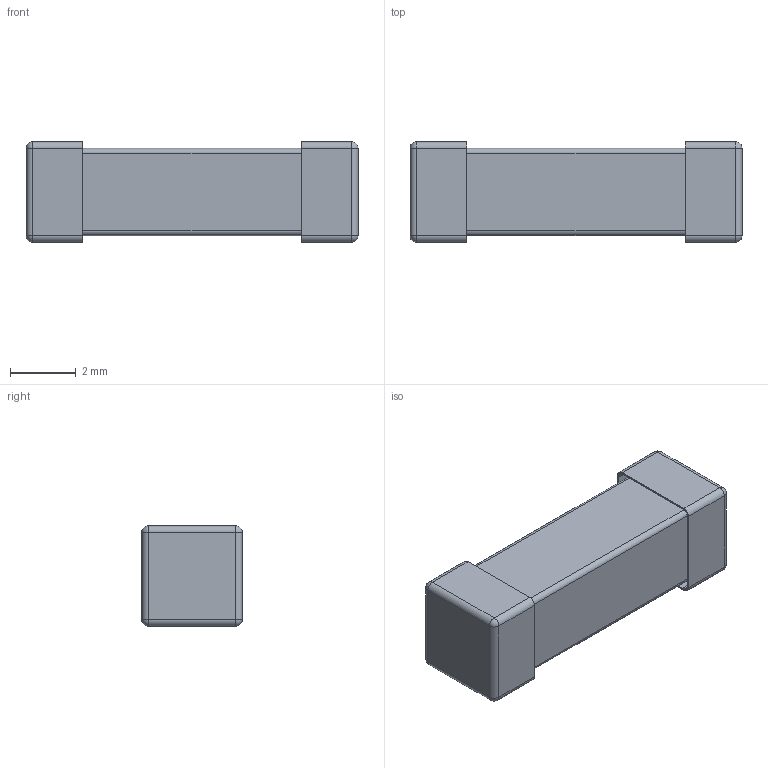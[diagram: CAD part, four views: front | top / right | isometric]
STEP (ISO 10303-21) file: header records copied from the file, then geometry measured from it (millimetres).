
FILE_DESCRIPTION (( 'STEP AP214' ), '1' );
FILE_NAME ('FUSE-SMD_L10.1-W3.1-H3.1.step', '2022-06-28T10:39:09', ( '' ), ( '' ), 'SwSTEP 2.0', 'SolidWorks 2020', '' );
FILE_SCHEMA (( 'AUTOMOTIVE_DESIGN' ));
Length unit declared in the file: millimetre
Products named in the file (1): FUSE-SMD_L10.1-W3.1-H3.1
Bounding box: 10.08 x 3.05 x 3.05 mm (x, y, z)
Volume: 73.1 mm3; surface area: 195.4 mm2
Topology: 1 solids, 1 shells, 345 faces, 923 edges, 602 vertices
Faces by surface type: plane 197, bspline 112, cylinder 28, sphere 8
Entity records: 15634 total; most frequent: CARTESIAN_POINT 3967, ORIENTED_EDGE 1830, DIRECTION 1211, EDGE_CURVE 915, LINE 631, VECTOR 631, VERTEX_POINT 602, EDGE_LOOP 375
